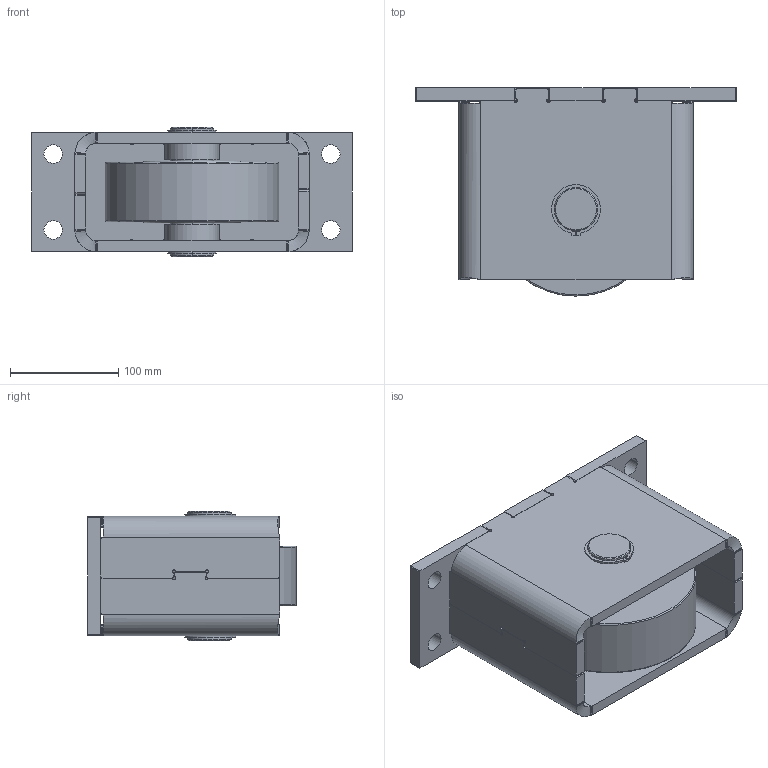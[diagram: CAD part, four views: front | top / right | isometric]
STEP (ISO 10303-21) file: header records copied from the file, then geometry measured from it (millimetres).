
FILE_DESCRIPTION(('STEP AP214'),'1');
FILE_NAME('rnl-20-160.stp','2022-09-13T15:06:50',('TraceParts'),('TraceParts S.A.'),'Spatial InterOp 3D',' ',' ');
FILE_SCHEMA(('AUTOMOTIVE_DESIGN { 1 0 10303 214 1 1 1 1 }'));
Length unit declared in the file: millimetre
Products named in the file (1): rnl-20-160
Bounding box: 296 x 192 x 119.7 mm (x, y, z)
Volume: 2488631.2 mm3; surface area: 379776.1 mm2
Topology: 1 solids, 4 shells, 458 faces, 1282 edges, 820 vertices
Faces by surface type: cylinder 244, plane 142, cone 28, torus 24, bspline 20
Entity records: 19428 total; most frequent: CARTESIAN_POINT 3445, DIRECTION 2752, ORIENTED_EDGE 2564, EDGE_CURVE 1282, AXIS2_PLACEMENT_3D 1071, VERTEX_POINT 820, CIRCLE 632, LINE 610
